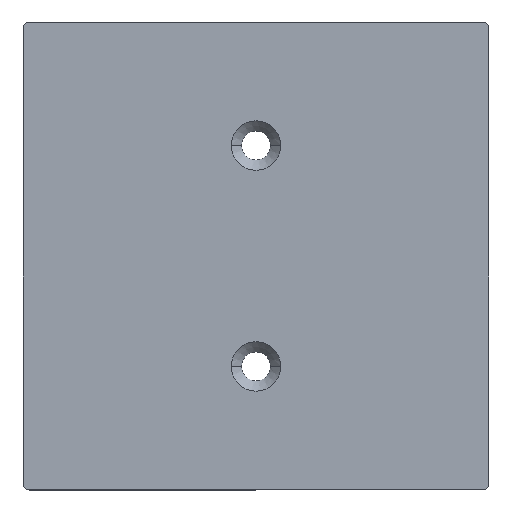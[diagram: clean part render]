
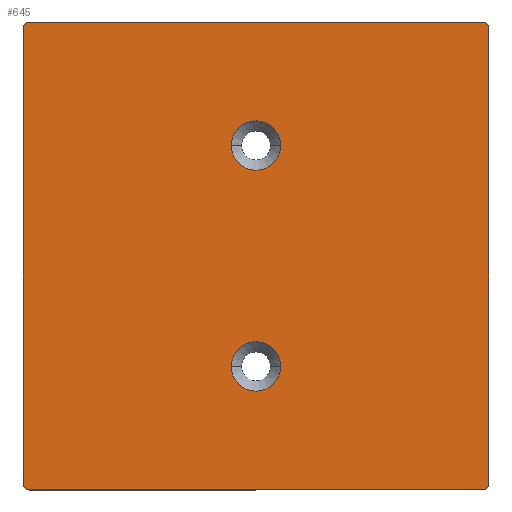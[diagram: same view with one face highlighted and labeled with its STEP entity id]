
A CAD part, top view. The second image highlights one B-rep face of the part: STEP entity #645.
In plain terms, the highlighted planar face has unit normal (0, 0, 1).
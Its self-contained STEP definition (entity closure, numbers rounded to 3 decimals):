
#1 = EDGE_LOOP ( 'NONE', ( #558, #539 ) ) ;
#2 = VERTEX_POINT ( 'NONE', #623 ) ;
#4 = VERTEX_POINT ( 'NONE', #565 ) ;
#5 = EDGE_CURVE ( 'NONE', #4, #105, #615, .T. ) ;
#9 = ORIENTED_EDGE ( 'NONE', *, *, #614, .T. ) ;
#10 = DIRECTION ( 'NONE',  ( 0., 0., 1. ) ) ;
#19 = DIRECTION ( 'NONE',  ( 1., 0., 0. ) ) ;
#21 = DIRECTION ( 'NONE',  ( -1., 0., 0. ) ) ;
#29 = CARTESIAN_POINT ( 'NONE',  ( -40., -39.25, 3. ) ) ;
#32 = CARTESIAN_POINT ( 'NONE',  ( 4.25, -19., 3. ) ) ;
#35 = PLANE ( 'NONE',  #502 ) ;
#44 = EDGE_CURVE ( 'NONE', #605, #4, #116, .T. ) ;
#68 = CARTESIAN_POINT ( 'NONE',  ( 39., -39.25, 3. ) ) ;
#73 = VECTOR ( 'NONE', #366, 1000. ) ;
#92 = DIRECTION ( 'NONE',  ( 1., 0., 0. ) ) ;
#93 = CARTESIAN_POINT ( 'NONE',  ( 4.25, 19., 3. ) ) ;
#97 = CIRCLE ( 'NONE', #629, 4.25 ) ;
#105 = VERTEX_POINT ( 'NONE', #147 ) ;
#111 = CIRCLE ( 'NONE', #632, 4.25 ) ;
#116 = CIRCLE ( 'NONE', #496, 1. ) ;
#135 = DIRECTION ( 'NONE',  ( 0., 0., 1. ) ) ;
#147 = CARTESIAN_POINT ( 'NONE',  ( -39., 40.25, 3. ) ) ;
#148 = DIRECTION ( 'NONE',  ( 0., 0., 1. ) ) ;
#149 = CARTESIAN_POINT ( 'NONE',  ( -39., 39.25, 3. ) ) ;
#151 = CARTESIAN_POINT ( 'NONE',  ( -4.25, -19., 3. ) ) ;
#154 = EDGE_CURVE ( 'NONE', #105, #2, #666, .T. ) ;
#160 = DIRECTION ( 'NONE',  ( 0., 0., 1. ) ) ;
#162 = EDGE_CURVE ( 'NONE', #377, #183, #370, .T. ) ;
#163 = VERTEX_POINT ( 'NONE', #93 ) ;
#164 = EDGE_LOOP ( 'NONE', ( #669, #275 ) ) ;
#166 = CIRCLE ( 'NONE', #647, 1. ) ;
#167 = ORIENTED_EDGE ( 'NONE', *, *, #154, .T. ) ;
#169 = VECTOR ( 'NONE', #19, 1000. ) ;
#175 = ORIENTED_EDGE ( 'NONE', *, *, #162, .T. ) ;
#178 = CARTESIAN_POINT ( 'NONE',  ( 0., 19., 3. ) ) ;
#183 = VERTEX_POINT ( 'NONE', #492 ) ;
#195 = DIRECTION ( 'NONE',  ( 0., 0., 1. ) ) ;
#198 = CARTESIAN_POINT ( 'NONE',  ( 0., -19., 3. ) ) ;
#199 = CARTESIAN_POINT ( 'NONE',  ( 40., 39.25, 3. ) ) ;
#205 = CARTESIAN_POINT ( 'NONE',  ( 40., -39.25, 3. ) ) ;
#245 = LINE ( 'NONE', #205, #73 ) ;
#253 = CARTESIAN_POINT ( 'NONE',  ( 39., -39.25, 3. ) ) ;
#254 = DIRECTION ( 'NONE',  ( 0., 0., 1. ) ) ;
#257 = VERTEX_POINT ( 'NONE', #151 ) ;
#264 = CIRCLE ( 'NONE', #513, 4.25 ) ;
#275 = ORIENTED_EDGE ( 'NONE', *, *, #405, .F. ) ;
#287 = CARTESIAN_POINT ( 'NONE',  ( -39., -40.25, 3. ) ) ;
#288 = VERTEX_POINT ( 'NONE', #482 ) ;
#290 = DIRECTION ( 'NONE',  ( 0., 0., 1. ) ) ;
#329 = EDGE_CURVE ( 'NONE', #387, #605, #245, .T. ) ;
#340 = LINE ( 'NONE', #560, #359 ) ;
#345 = DIRECTION ( 'NONE',  ( 1., 0., 0. ) ) ;
#348 = EDGE_CURVE ( 'NONE', #437, #257, #111, .T. ) ;
#359 = VECTOR ( 'NONE', #397, 1000. ) ;
#366 = DIRECTION ( 'NONE',  ( 0., 1., 0. ) ) ;
#370 = CIRCLE ( 'NONE', #466, 1. ) ;
#377 = VERTEX_POINT ( 'NONE', #29 ) ;
#383 = EDGE_LOOP ( 'NONE', ( #436, #586, #540, #406, #167, #9, #175, #655 ) ) ;
#387 = VERTEX_POINT ( 'NONE', #521 ) ;
#388 = VECTOR ( 'NONE', #618, 1000. ) ;
#397 = DIRECTION ( 'NONE',  ( 0., -1., 0. ) ) ;
#400 = CARTESIAN_POINT ( 'NONE',  ( 39., -40.25, 3. ) ) ;
#405 = EDGE_CURVE ( 'NONE', #288, #163, #264, .T. ) ;
#406 = ORIENTED_EDGE ( 'NONE', *, *, #5, .T. ) ;
#410 = EDGE_CURVE ( 'NONE', #257, #437, #571, .T. ) ;
#412 = CARTESIAN_POINT ( 'NONE',  ( 39., 39.25, 3. ) ) ;
#415 = DIRECTION ( 'NONE',  ( 1., 0., 0. ) ) ;
#420 = FACE_OUTER_BOUND ( 'NONE', #383, .T. ) ;
#434 = DIRECTION ( 'NONE',  ( -1., 0., 0. ) ) ;
#436 = ORIENTED_EDGE ( 'NONE', *, *, #563, .T. ) ;
#437 = VERTEX_POINT ( 'NONE', #32 ) ;
#439 = AXIS2_PLACEMENT_3D ( 'NONE', #149, #578, #487 ) ;
#457 = CARTESIAN_POINT ( 'NONE',  ( -39., 40.25, 3. ) ) ;
#466 = AXIS2_PLACEMENT_3D ( 'NONE', #582, #160, #434 ) ;
#475 = DIRECTION ( 'NONE',  ( 1., 0., 0. ) ) ;
#481 = EDGE_CURVE ( 'NONE', #163, #288, #97, .T. ) ;
#482 = CARTESIAN_POINT ( 'NONE',  ( -4.25, 19., 3. ) ) ;
#487 = DIRECTION ( 'NONE',  ( -1., 0., 0. ) ) ;
#492 = CARTESIAN_POINT ( 'NONE',  ( -39., -40.25, 3. ) ) ;
#496 = AXIS2_PLACEMENT_3D ( 'NONE', #412, #135, #21 ) ;
#502 = AXIS2_PLACEMENT_3D ( 'NONE', #253, #195, #415 ) ;
#513 = AXIS2_PLACEMENT_3D ( 'NONE', #628, #254, #475 ) ;
#521 = CARTESIAN_POINT ( 'NONE',  ( 40., -39.25, 3. ) ) ;
#523 = FACE_BOUND ( 'NONE', #164, .T. ) ;
#524 = DIRECTION ( 'NONE',  ( 0., 0., 1. ) ) ;
#527 = FACE_BOUND ( 'NONE', #1, .T. ) ;
#539 = ORIENTED_EDGE ( 'NONE', *, *, #410, .F. ) ;
#540 = ORIENTED_EDGE ( 'NONE', *, *, #44, .T. ) ;
#541 = AXIS2_PLACEMENT_3D ( 'NONE', #198, #524, #677 ) ;
#553 = VERTEX_POINT ( 'NONE', #400 ) ;
#558 = ORIENTED_EDGE ( 'NONE', *, *, #348, .F. ) ;
#560 = CARTESIAN_POINT ( 'NONE',  ( -40., -39.25, 3. ) ) ;
#563 = EDGE_CURVE ( 'NONE', #553, #387, #166, .T. ) ;
#565 = CARTESIAN_POINT ( 'NONE',  ( 39., 40.25, 3. ) ) ;
#571 = CIRCLE ( 'NONE', #541, 4.25 ) ;
#578 = DIRECTION ( 'NONE',  ( 0., 0., 1. ) ) ;
#582 = CARTESIAN_POINT ( 'NONE',  ( -39., -39.25, 3. ) ) ;
#586 = ORIENTED_EDGE ( 'NONE', *, *, #329, .T. ) ;
#605 = VERTEX_POINT ( 'NONE', #199 ) ;
#611 = LINE ( 'NONE', #287, #169 ) ;
#614 = EDGE_CURVE ( 'NONE', #2, #377, #340, .T. ) ;
#615 = LINE ( 'NONE', #457, #388 ) ;
#618 = DIRECTION ( 'NONE',  ( -1., 0., 0. ) ) ;
#621 = EDGE_CURVE ( 'NONE', #183, #553, #611, .T. ) ;
#623 = CARTESIAN_POINT ( 'NONE',  ( -40., 39.25, 3. ) ) ;
#628 = CARTESIAN_POINT ( 'NONE',  ( 0., 19., 3. ) ) ;
#629 = AXIS2_PLACEMENT_3D ( 'NONE', #178, #10, #654 ) ;
#632 = AXIS2_PLACEMENT_3D ( 'NONE', #634, #148, #92 ) ;
#634 = CARTESIAN_POINT ( 'NONE',  ( 0., -19., 3. ) ) ;
#645 = ADVANCED_FACE ( 'NONE', ( #527, #523, #420 ), #35, .T. ) ;
#647 = AXIS2_PLACEMENT_3D ( 'NONE', #68, #290, #345 ) ;
#654 = DIRECTION ( 'NONE',  ( 1., 0., 0. ) ) ;
#655 = ORIENTED_EDGE ( 'NONE', *, *, #621, .T. ) ;
#666 = CIRCLE ( 'NONE', #439, 1. ) ;
#669 = ORIENTED_EDGE ( 'NONE', *, *, #481, .F. ) ;
#677 = DIRECTION ( 'NONE',  ( 1., 0., 0. ) ) ;
